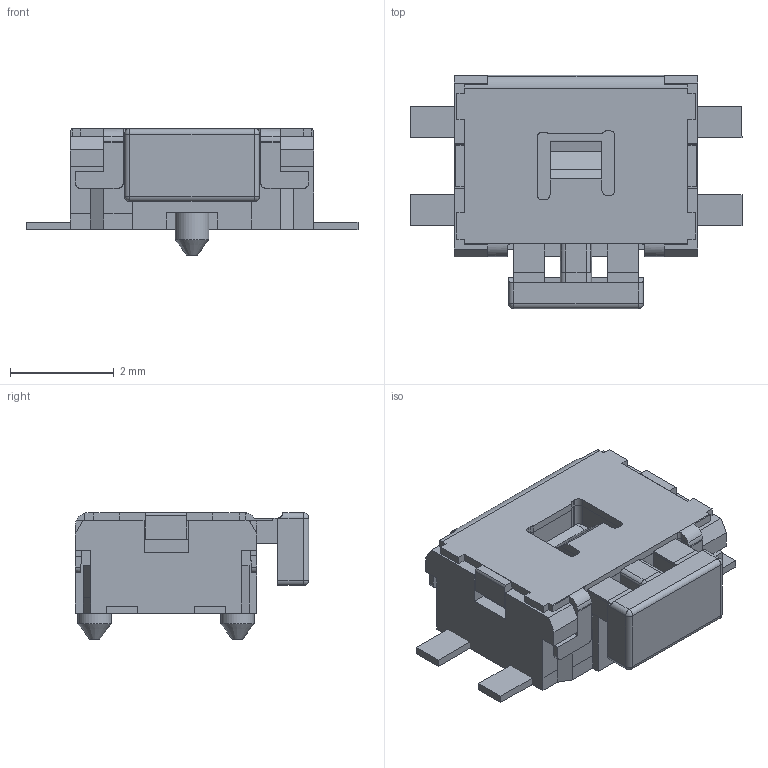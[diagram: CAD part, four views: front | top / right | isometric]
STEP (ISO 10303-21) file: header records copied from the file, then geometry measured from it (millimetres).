
FILE_DESCRIPTION(/* description */ (''),/* implementation_level */ '2;1');
FILE_NAME(/* name */ '2.stp',/* time_stamp */ '2021-01-20T18:54:27+02:00',/* author */ ('k'),/* organization */ (''),/* preprocessor_version */ 'ST-DEVELOPER v15.6',/* originating_system */ 'Autodesk Inventor 2015',/* authorisation */ '');
FILE_SCHEMA (('AUTOMOTIVE_DESIGN { 1 0 10303 214 3 1 1 }'));
Length unit declared in the file: millimetre
Products named in the file (12): 1; 2; 3; 4; 5; 6; 7; 8; EVQPU-KB-02K; Panasonic Logo
Bounding box: 6.4 x 4.5 x 2.44 mm (x, y, z)
Volume: 31.5 mm3; surface area: 143.6 mm2
Topology: 27 solids, 33 shells, 608 faces, 1591 edges, 1051 vertices
Faces by surface type: plane 422, bspline 128, cylinder 52, sphere 4, cone 2
Full cylindrical faces by diameter (mm): 0.17 x1, 0.216 x1, 0.65 x2
Entity records: 19505 total; most frequent: CARTESIAN_POINT 4997, ORIENTED_EDGE 3170, DIRECTION 2447, EDGE_CURVE 1585, LINE 1215, VECTOR 1215, VERTEX_POINT 1051, EDGE_LOOP 632
